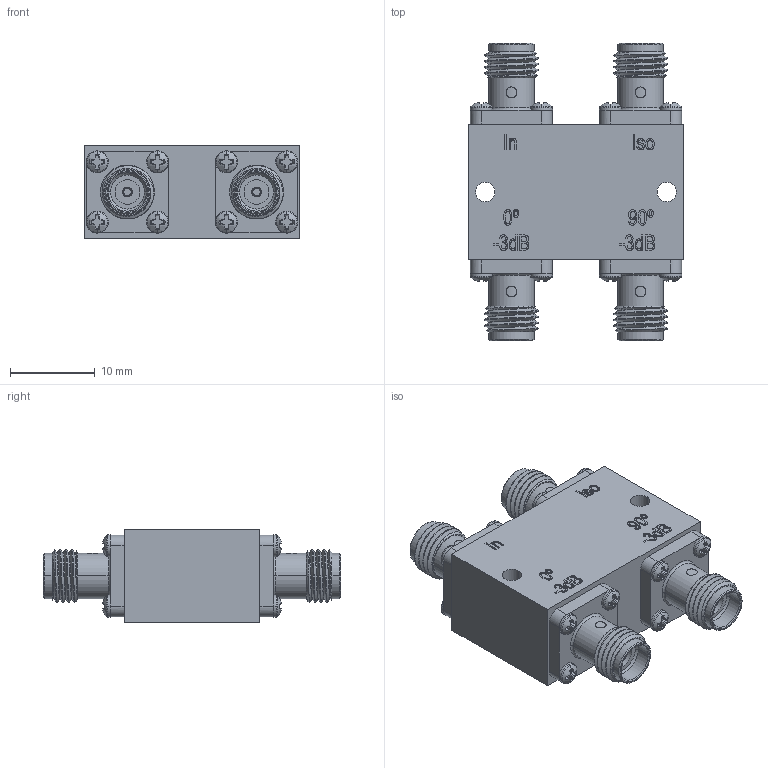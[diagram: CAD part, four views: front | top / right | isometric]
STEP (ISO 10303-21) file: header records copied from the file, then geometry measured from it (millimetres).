
FILE_DESCRIPTION (( 'STEP AP214' ), '1' );
FILE_NAME ('PE2CP1146¦ FMCP1146.step', '2021-05-20T15:03:16', ( '' ), ( '' ), 'SwSTEP 2.0', 'SolidWorks 2020', '' );
FILE_SCHEMA (( 'AUTOMOTIVE_DESIGN' ));
Length unit declared in the file: inch
Products named in the file (1): PE2CP1146¦ FMCP1146
Bounding box: 25.4 x 35.05 x 11 mm (x, y, z)
Volume: 5532 mm3; surface area: 3538.2 mm2
Topology: 1 solids, 17 shells, 1006 faces, 2608 edges, 1708 vertices
Faces by surface type: plane 474, bspline 216, cylinder 180, cone 128, torus 8
Entity records: 43544 total; most frequent: CARTESIAN_POINT 20955, ORIENTED_EDGE 5216, DIRECTION 3866, EDGE_CURVE 2608, VERTEX_POINT 1708, AXIS2_PLACEMENT_3D 1391, VECTOR 1084, LINE 1084
